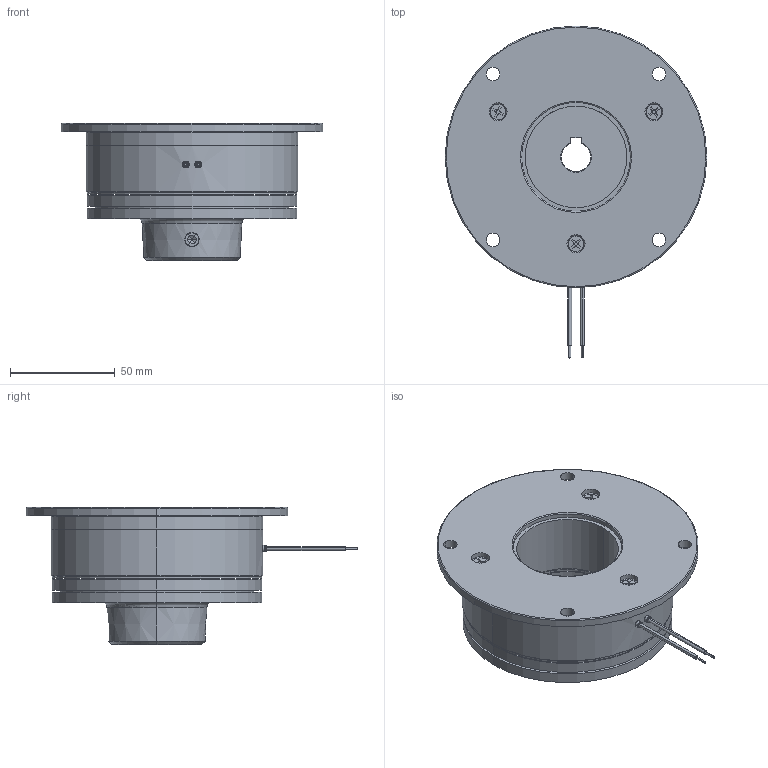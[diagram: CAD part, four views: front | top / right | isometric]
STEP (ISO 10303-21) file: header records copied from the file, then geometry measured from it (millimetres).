
FILE_DESCRIPTION (( 'STEP AP214' ), '1' );
FILE_NAME ('dr_bk_08P1-130_mu.STEP', '2021-11-30T13:52:06', ( '' ), ( '' ), 'SwSTEP 2.0', 'SolidWorks 2019', '' );
FILE_SCHEMA (( 'AUTOMOTIVE_DESIGN' ));
Length unit declared in the file: millimetre
Products named in the file (10): 10068820_000; 10069450_000; 10068972_000; 10069028_000; 10069030_000; 10068819_000_Einbaul„nge 4,05; 10069452_000; 10069451_000_M 8 x 8; dr_bk_08P1-130_mu; 10069029_000
Assembly tree (19 placements, depth 4):
  dr_bk_08P1-130_mu
    10068972_000
    10069450_000
      10069452_000
      10069028_000
        10069029_000
        10068820_000  x3
        10069030_000
        10068819_000_Einbaul„nge 4,05  x3
      10068820_000  x3
      10068819_000_Einbaul„nge 4,05  x3
      10069451_000_M 8 x 8
Bounding box: 125 x 158.5 x 65.45 mm (x, y, z)
Volume: 323301.5 mm3; surface area: 83920.7 mm2
Topology: 19 solids, 19 shells, 686 faces, 1721 edges, 1097 vertices
Faces by surface type: plane 205, cylinder 179, bspline 135, cone 106, torus 49, sphere 12
Entity records: 27539 total; most frequent: CARTESIAN_POINT 12279, ORIENTED_EDGE 2914, DIRECTION 2323, EDGE_CURVE 1457, VERTEX_POINT 947, AXIS2_PLACEMENT_3D 852, EDGE_LOOP 654, LINE 619
